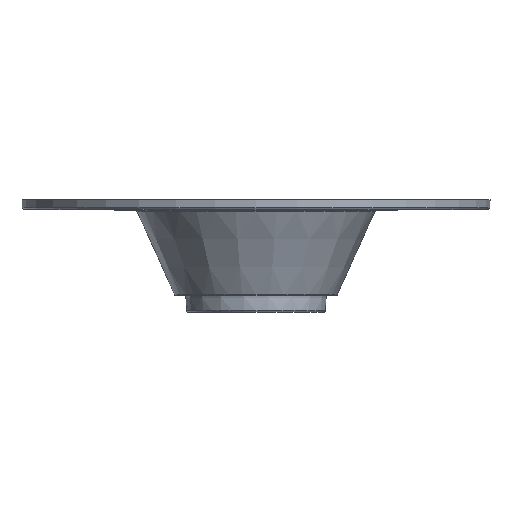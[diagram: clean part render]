
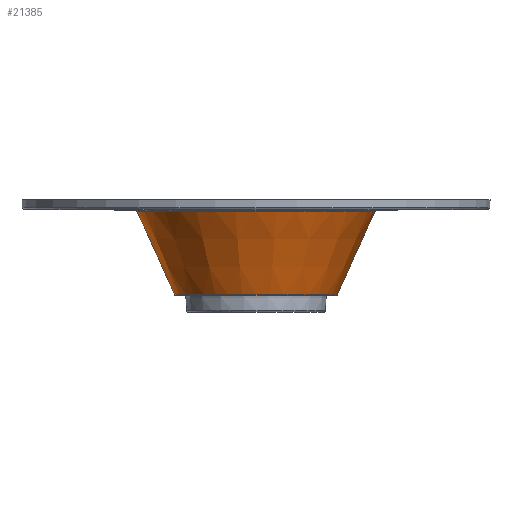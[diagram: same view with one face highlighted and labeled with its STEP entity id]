
A CAD part, left-side view. The second image highlights one B-rep face of the part: STEP entity #21385.
In plain terms, the highlighted conical face has half-angle 24.267 degrees and reference radius 534.57 mm.
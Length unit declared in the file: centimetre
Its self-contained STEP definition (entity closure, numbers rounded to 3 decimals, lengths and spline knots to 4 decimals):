
#3292=LINE('',#60000,#4015);
#4015=VECTOR('',#28686,53.457);
#4078=CONICAL_SURFACE('',#23576,53.457,0.424);
#5496=FACE_OUTER_BOUND('',#6922,.T.);
#6922=EDGE_LOOP('',(#19832,#19833,#19834,#19835,#19836,#19837));
#8189=CIRCLE('',#23573,43.3797);
#8191=CIRCLE('',#23575,43.3797);
#8192=CIRCLE('',#23577,63.5343);
#8193=CIRCLE('',#23578,63.5343);
#10049=VERTEX_POINT('',#59990);
#10050=VERTEX_POINT('',#59991);
#10051=VERTEX_POINT('',#59996);
#10052=VERTEX_POINT('',#59997);
#13316=EDGE_CURVE('',#10049,#10050,#8189,.T.);
#13318=EDGE_CURVE('',#10050,#10049,#8191,.T.);
#13319=EDGE_CURVE('',#10051,#10052,#8192,.T.);
#13320=EDGE_CURVE('',#10052,#10051,#8193,.T.);
#13321=EDGE_CURVE('',#10052,#10050,#3292,.T.);
#19832=ORIENTED_EDGE('',*,*,#13319,.F.);
#19833=ORIENTED_EDGE('',*,*,#13320,.F.);
#19834=ORIENTED_EDGE('',*,*,#13321,.T.);
#19835=ORIENTED_EDGE('',*,*,#13318,.T.);
#19836=ORIENTED_EDGE('',*,*,#13316,.T.);
#19837=ORIENTED_EDGE('',*,*,#13321,.F.);
#21385=ADVANCED_FACE('',(#5496),#4078,.T.);
#23573=AXIS2_PLACEMENT_3D('',#59992,#28674,#28675);
#23575=AXIS2_PLACEMENT_3D('',#59994,#28678,#28679);
#23576=AXIS2_PLACEMENT_3D('',#59995,#28680,#28681);
#23577=AXIS2_PLACEMENT_3D('',#59998,#28682,#28683);
#23578=AXIS2_PLACEMENT_3D('',#59999,#28684,#28685);
#28674=DIRECTION('center_axis',(0.,0.,1.));
#28675=DIRECTION('ref_axis',(1.,0.,0.));
#28678=DIRECTION('center_axis',(0.,0.,1.));
#28679=DIRECTION('ref_axis',(1.,0.,0.));
#28680=DIRECTION('center_axis',(0.,0.,1.));
#28681=DIRECTION('ref_axis',(0.,-1.,0.));
#28682=DIRECTION('center_axis',(0.,0.,1.));
#28683=DIRECTION('ref_axis',(1.,0.,0.));
#28684=DIRECTION('center_axis',(0.,0.,1.));
#28685=DIRECTION('ref_axis',(1.,0.,0.));
#28686=DIRECTION('',(0.,-0.411,-0.912));
#59990=CARTESIAN_POINT('',(-43.3797,0.,9.1767));
#59991=CARTESIAN_POINT('',(0.,43.3797,9.1767));
#59992=CARTESIAN_POINT('Origin',(0.,0.,9.1767));
#59994=CARTESIAN_POINT('Origin',(0.,0.,9.1767));
#59995=CARTESIAN_POINT('Origin',(0.,0.,31.5296));
#59996=CARTESIAN_POINT('',(-63.5343,0.,53.8825));
#59997=CARTESIAN_POINT('',(0.,63.5343,53.8825));
#59998=CARTESIAN_POINT('Origin',(0.,0.,53.8825));
#59999=CARTESIAN_POINT('Origin',(0.,0.,53.8825));
#60000=CARTESIAN_POINT('',(0.,53.457,31.5296));
